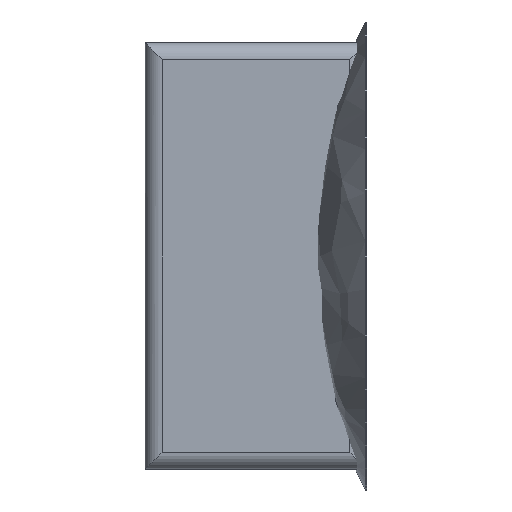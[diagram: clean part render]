
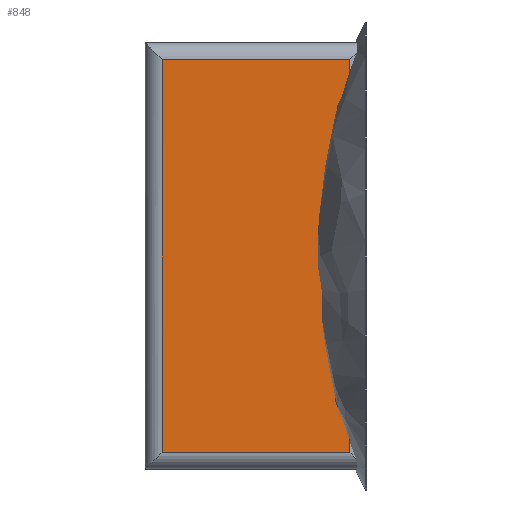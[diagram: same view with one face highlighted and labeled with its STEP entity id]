
A CAD part, left-side view. The second image highlights one B-rep face of the part: STEP entity #848.
In plain terms, the highlighted planar face has unit normal (-1, 0, 0).
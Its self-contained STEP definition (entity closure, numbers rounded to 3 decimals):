
#62 = CARTESIAN_POINT ( 'NONE',  ( -1.6, 1.3, 1.15 ) ) ;
#66 = EDGE_CURVE ( 'NONE', #255, #791, #1133, .T. ) ;
#194 = DIRECTION ( 'NONE',  ( 1., 0., 0. ) ) ;
#203 = EDGE_LOOP ( 'NONE', ( #451, #210, #1165, #1064 ) ) ;
#210 = ORIENTED_EDGE ( 'NONE', *, *, #614, .T. ) ;
#255 = VERTEX_POINT ( 'NONE', #1367 ) ;
#264 = CARTESIAN_POINT ( 'NONE',  ( -1.6, 1.3, -1.15 ) ) ;
#272 = CARTESIAN_POINT ( 'NONE',  ( -1.6, 0.1, -1.15 ) ) ;
#290 = PLANE ( 'NONE',  #849 ) ;
#378 = DIRECTION ( 'NONE',  ( 0., 1., 0. ) ) ;
#429 = EDGE_CURVE ( 'NONE', #791, #570, #1294, .T. ) ;
#451 = ORIENTED_EDGE ( 'NONE', *, *, #535, .T. ) ;
#535 = EDGE_CURVE ( 'NONE', #570, #589, #1069, .T. ) ;
#570 = VERTEX_POINT ( 'NONE', #988 ) ;
#589 = VERTEX_POINT ( 'NONE', #272 ) ;
#614 = EDGE_CURVE ( 'NONE', #589, #255, #1175, .T. ) ;
#625 = VECTOR ( 'NONE', #1314, 1000. ) ;
#682 = VECTOR ( 'NONE', #1020, 1000. ) ;
#709 = VECTOR ( 'NONE', #378, 1000. ) ;
#791 = VERTEX_POINT ( 'NONE', #1327 ) ;
#803 = VECTOR ( 'NONE', #877, 1000. ) ;
#806 = CARTESIAN_POINT ( 'NONE',  ( -1.6, 1.3, 1.25 ) ) ;
#848 = ADVANCED_FACE ( 'NONE', ( #1029 ), #290, .F. ) ;
#849 = AXIS2_PLACEMENT_3D ( 'NONE', #806, #194, #911 ) ;
#877 = DIRECTION ( 'NONE',  ( 0., -1., 0. ) ) ;
#911 = DIRECTION ( 'NONE',  ( 0., 0., -1. ) ) ;
#988 = CARTESIAN_POINT ( 'NONE',  ( -1.6, 1.2, -1.15 ) ) ;
#1020 = DIRECTION ( 'NONE',  ( 0., 0., -1. ) ) ;
#1029 = FACE_OUTER_BOUND ( 'NONE', #203, .T. ) ;
#1064 = ORIENTED_EDGE ( 'NONE', *, *, #429, .T. ) ;
#1069 = LINE ( 'NONE', #264, #803 ) ;
#1091 = CARTESIAN_POINT ( 'NONE',  ( -1.6, 0.1, 1.25 ) ) ;
#1133 = LINE ( 'NONE', #62, #709 ) ;
#1165 = ORIENTED_EDGE ( 'NONE', *, *, #66, .T. ) ;
#1175 = LINE ( 'NONE', #1091, #625 ) ;
#1210 = CARTESIAN_POINT ( 'NONE',  ( -1.6, 1.2, 1.25 ) ) ;
#1294 = LINE ( 'NONE', #1210, #682 ) ;
#1314 = DIRECTION ( 'NONE',  ( 0., 0., 1. ) ) ;
#1327 = CARTESIAN_POINT ( 'NONE',  ( -1.6, 1.2, 1.15 ) ) ;
#1367 = CARTESIAN_POINT ( 'NONE',  ( -1.6, 0.1, 1.15 ) ) ;
